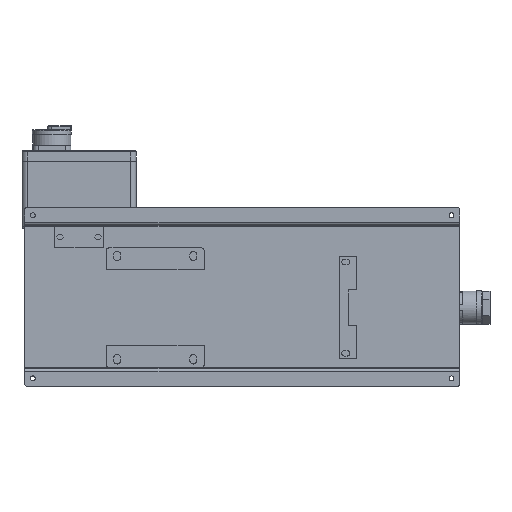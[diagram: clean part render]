
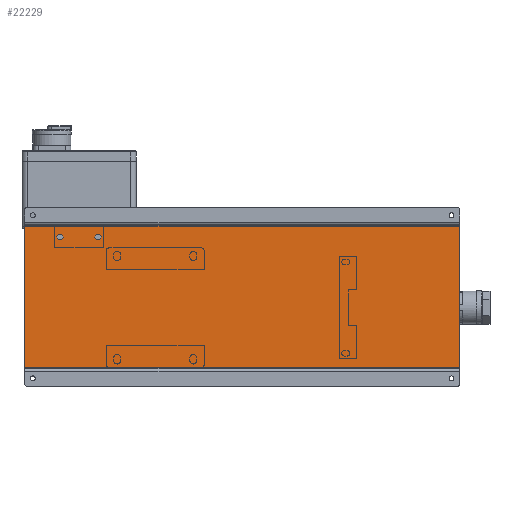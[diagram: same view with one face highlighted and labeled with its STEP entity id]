
A CAD part, front view. The second image highlights one B-rep face of the part: STEP entity #22229.
In plain terms, the highlighted planar face has unit normal (0, -1, 0).
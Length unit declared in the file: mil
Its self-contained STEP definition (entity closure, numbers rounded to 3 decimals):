
#1699 = CARTESIAN_POINT ( 'NONE',  ( 15748.031, 2047.244, 5118.11 ) ) ;
#2553 = LINE ( 'NONE', #10569, #17191 ) ;
#3572 = EDGE_CURVE ( 'NONE', #12120, #28999, #2553, .T. ) ;
#4780 = VERTEX_POINT ( 'NONE', #28086 ) ;
#6315 = EDGE_CURVE ( 'NONE', #4780, #12120, #20621, .T. ) ;
#6525 = PLANE ( 'NONE',  #28776 ) ;
#6553 = CARTESIAN_POINT ( 'NONE',  ( 15748.031, 2047.244, 5118.11 ) ) ;
#7780 = DIRECTION ( 'NONE',  ( -1., 0., 0. ) ) ;
#8484 = LINE ( 'NONE', #6553, #26940 ) ;
#8768 = DIRECTION ( 'NONE',  ( 1., 0., 0. ) ) ;
#10569 = CARTESIAN_POINT ( 'NONE',  ( 15748.031, 2047.244, -5118.11 ) ) ;
#11744 = FACE_OUTER_BOUND ( 'NONE', #31856, .T. ) ;
#11816 = CARTESIAN_POINT ( 'NONE',  ( 15748.031, 2047.244, -5118.11 ) ) ;
#12120 = VERTEX_POINT ( 'NONE', #11816 ) ;
#13376 = VECTOR ( 'NONE', #15092, 39370.079 ) ;
#13475 = ORIENTED_EDGE ( 'NONE', *, *, #6315, .F. ) ;
#14362 = DIRECTION ( 'NONE',  ( -1., 0., 0. ) ) ;
#15092 = DIRECTION ( 'NONE',  ( 0., 0., -1. ) ) ;
#15476 = ORIENTED_EDGE ( 'NONE', *, *, #26673, .T. ) ;
#17191 = VECTOR ( 'NONE', #7780, 39370.079 ) ;
#18469 = LINE ( 'NONE', #26603, #22189 ) ;
#18957 = DIRECTION ( 'NONE',  ( 0., 0., -1. ) ) ;
#20467 = EDGE_CURVE ( 'NONE', #27456, #28999, #18469, .T. ) ;
#20621 = LINE ( 'NONE', #1699, #13376 ) ;
#21789 = DIRECTION ( 'NONE',  ( 0., 1., 0. ) ) ;
#22189 = VECTOR ( 'NONE', #18957, 39370.079 ) ;
#22229 = ADVANCED_FACE ( 'NONE', ( #11744 ), #6525, .F. ) ;
#23663 = ORIENTED_EDGE ( 'NONE', *, *, #3572, .F. ) ;
#26603 = CARTESIAN_POINT ( 'NONE',  ( -15748.031, 2047.244, -5118.11 ) ) ;
#26673 = EDGE_CURVE ( 'NONE', #4780, #27456, #8484, .T. ) ;
#26940 = VECTOR ( 'NONE', #14362, 39370.079 ) ;
#27456 = VERTEX_POINT ( 'NONE', #32013 ) ;
#28086 = CARTESIAN_POINT ( 'NONE',  ( 15748.031, 2047.244, 5118.11 ) ) ;
#28776 = AXIS2_PLACEMENT_3D ( 'NONE', #33078, #21789, #8768 ) ;
#28999 = VERTEX_POINT ( 'NONE', #32212 ) ;
#29103 = ORIENTED_EDGE ( 'NONE', *, *, #20467, .T. ) ;
#31856 = EDGE_LOOP ( 'NONE', ( #29103, #23663, #13475, #15476 ) ) ;
#32013 = CARTESIAN_POINT ( 'NONE',  ( -15748.031, 2047.244, 5118.11 ) ) ;
#32212 = CARTESIAN_POINT ( 'NONE',  ( -15748.031, 2047.244, -5118.11 ) ) ;
#33078 = CARTESIAN_POINT ( 'NONE',  ( 15748.031, 2047.244, -5118.11 ) ) ;
